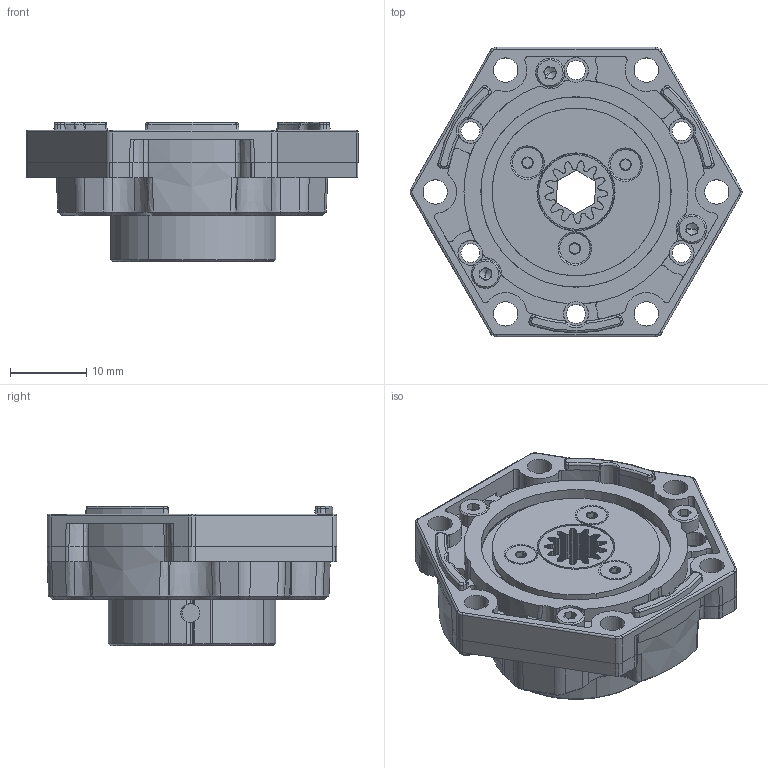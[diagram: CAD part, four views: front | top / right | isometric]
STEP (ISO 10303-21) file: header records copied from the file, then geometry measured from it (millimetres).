
FILE_DESCRIPTION (( 'STEP AP214' ), '1' );
FILE_NAME ('REV-41-1604.STEP', '2019-08-05T22:39:20', ( '' ), ( '' ), 'SwSTEP 2.0', 'SolidWorks 2018', '' );
FILE_SCHEMA (( 'AUTOMOTIVE_DESIGN' ));
Length unit declared in the file: millimetre
Products named in the file (9): REV-40-1606_Through Hole; REV-41-1604; 6704ZZ; socket head cap screw_am_B18.3.1M - 2 x 0.4 x 4 Hex SHCS -- 4NHX; REV-41-1604-3; 91294A003_BLACK ALLOY STEEL FLAT-HEAD SOCKET CAP SCREW_91294A003; REV-41-1604-2; REV-41-1604-4; REV-41-1604-1
Assembly tree (13 placements, depth 2):
  REV-41-1604
    REV-41-1604-2
    REV-41-1604-1
    6704ZZ  x2
    REV-40-1606_Through Hole
    REV-41-1604-4
    REV-41-1604-3
    socket head cap screw_am_B18.3.1M - 2 x 0.4 x 4 Hex SHCS -- 4NHX  x3
    91294A003_BLACK ALLOY STEEL FLAT-HEAD SOCKET CAP SCREW_91294A003  x3
Bounding box: 43.57 x 38 x 18.25 mm (x, y, z)
Volume: 11815.5 mm3; surface area: 13522 mm2
Topology: 13 solids, 17 shells, 1343 faces, 3896 edges, 2584 vertices
Faces by surface type: plane 548, cylinder 464, cone 159, bspline 136, torus 30, sphere 6
Entity records: 43420 total; most frequent: CARTESIAN_POINT 13212, ORIENTED_EDGE 6752, DIRECTION 5501, EDGE_CURVE 3376, VERTEX_POINT 2274, AXIS2_PLACEMENT_3D 1905, LINE 1691, VECTOR 1691
